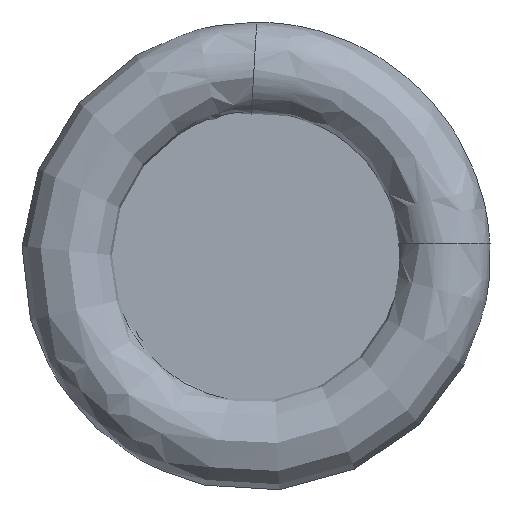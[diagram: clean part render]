
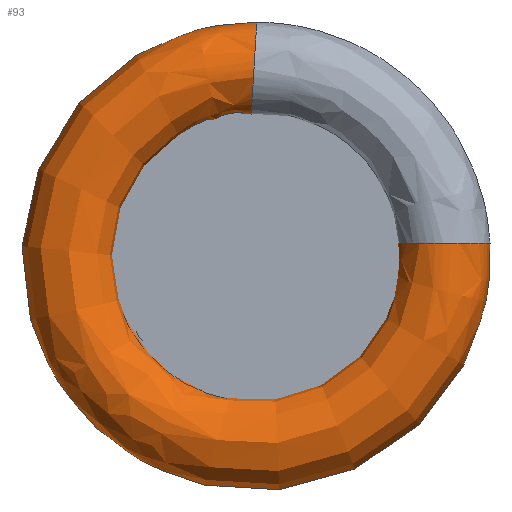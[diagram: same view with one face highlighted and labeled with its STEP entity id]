
A CAD part, left-side view. The second image highlights one B-rep face of the part: STEP entity #93.
In plain terms, the highlighted free-form (B-spline) face has degree [3, 3] with [7, 7] control points.
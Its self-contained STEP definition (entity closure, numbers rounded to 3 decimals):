
#32=(
BOUNDED_SURFACE()
B_SPLINE_SURFACE(3,3,((#516,#517,#518,#519,#520,#521,#522),(#523,#524,#525,
#526,#527,#528,#529),(#530,#531,#532,#533,#534,#535,#536),(#537,#538,#539,
#540,#541,#542,#543),(#544,#545,#546,#547,#548,#549,#550),(#551,#552,#553,
#554,#555,#556,#557),(#558,#559,#560,#561,#562,#563,#564)),
 .UNSPECIFIED.,.T.,.F.,.F.)
B_SPLINE_SURFACE_WITH_KNOTS((1,3,3,3,1),(4,3,4),(-0.5,0.,0.5,1.,1.5),(0.,
0.5,1.),.UNSPECIFIED.)
GEOMETRIC_REPRESENTATION_ITEM()
RATIONAL_B_SPLINE_SURFACE(((1.,0.579,0.579,1.,0.579,
0.579,1.),(0.333,0.193,0.193,
0.333,0.193,0.193,0.333),
(0.333,0.193,0.193,0.333,
0.193,0.193,0.333),(1.,0.579,
0.579,1.,0.579,0.579,1.),(0.333,
0.193,0.193,0.333,0.193,
0.193,0.333),(0.333,0.193,
0.193,0.333,0.193,0.193,
0.333),(1.,0.579,0.579,1.,0.579,
0.579,1.)))
REPRESENTATION_ITEM('')
SURFACE()
);
#93=ADVANCED_FACE('',(#132,#133),#32,.F.);
#132=FACE_BOUND('',#172,.T.);
#133=FACE_BOUND('',#173,.T.);
#172=EDGE_LOOP('',(#212));
#173=EDGE_LOOP('',(#213));
#212=ORIENTED_EDGE('',*,*,#254,.T.);
#213=ORIENTED_EDGE('',*,*,#255,.T.);
#234=VERTEX_POINT('',#513);
#235=VERTEX_POINT('',#515);
#254=EDGE_CURVE('',#234,#234,#274,.T.);
#255=EDGE_CURVE('',#235,#235,#275,.T.);
#274=CIRCLE('',#313,3.5);
#275=CIRCLE('',#314,3.5);
#313=AXIS2_PLACEMENT_3D('',#512,#390,#391);
#314=AXIS2_PLACEMENT_3D('',#514,#392,#393);
#390=DIRECTION('',(0.,0.998,0.06));
#391=DIRECTION('',(1.,0.,0.));
#392=DIRECTION('',(0.,0.,-1.));
#393=DIRECTION('',(1.,0.,0.));
#512=CARTESIAN_POINT('',(3.5,0.158,14.006));
#513=CARTESIAN_POINT('',(7.,0.158,14.006));
#514=CARTESIAN_POINT('',(3.5,-13.971,1.));
#515=CARTESIAN_POINT('',(7.,-13.971,1.));
#516=CARTESIAN_POINT('',(7.,-13.971,1.));
#517=CARTESIAN_POINT('',(7.,-15.041,-13.949));
#518=CARTESIAN_POINT('',(7.,-1.54,-20.456));
#519=CARTESIAN_POINT('',(7.,9.487,-10.306));
#520=CARTESIAN_POINT('',(7.,20.513,-0.155));
#521=CARTESIAN_POINT('',(7.,15.144,13.837));
#522=CARTESIAN_POINT('',(7.,0.158,14.006));
#523=CARTESIAN_POINT('',(7.,-6.971,1.));
#524=CARTESIAN_POINT('',(7.,-8.041,-6.459));
#525=CARTESIAN_POINT('',(7.,-1.502,-10.204));
#526=CARTESIAN_POINT('',(7.,4.39,-5.507));
#527=CARTESIAN_POINT('',(7.,10.282,-0.81));
#528=CARTESIAN_POINT('',(7.,8.089,6.4));
#529=CARTESIAN_POINT('',(7.,0.579,7.019));
#530=CARTESIAN_POINT('',(0.,-6.971,1.));
#531=CARTESIAN_POINT('',(0.,-8.041,-6.459));
#532=CARTESIAN_POINT('',(0.,-1.502,-10.204));
#533=CARTESIAN_POINT('',(0.,4.39,-5.507));
#534=CARTESIAN_POINT('',(0.,10.282,-0.81));
#535=CARTESIAN_POINT('',(0.,8.089,6.4));
#536=CARTESIAN_POINT('',(0.,0.579,7.019));
#537=CARTESIAN_POINT('',(0.,-13.971,1.));
#538=CARTESIAN_POINT('',(0.,-15.041,-13.949));
#539=CARTESIAN_POINT('',(0.,-1.54,-20.456));
#540=CARTESIAN_POINT('',(0.,9.487,-10.306));
#541=CARTESIAN_POINT('',(0.,20.513,-0.155));
#542=CARTESIAN_POINT('',(0.,15.144,13.837));
#543=CARTESIAN_POINT('',(0.,0.158,14.006));
#544=CARTESIAN_POINT('',(0.,-20.971,1.));
#545=CARTESIAN_POINT('',(0.,-22.041,-21.439));
#546=CARTESIAN_POINT('',(0.,-1.578,-30.708));
#547=CARTESIAN_POINT('',(0.,14.583,-15.104));
#548=CARTESIAN_POINT('',(0.,30.744,0.499));
#549=CARTESIAN_POINT('',(0.,22.199,21.275));
#550=CARTESIAN_POINT('',(0.,-0.263,20.994));
#551=CARTESIAN_POINT('',(7.,-20.971,1.));
#552=CARTESIAN_POINT('',(7.,-22.041,-21.439));
#553=CARTESIAN_POINT('',(7.,-1.578,-30.708));
#554=CARTESIAN_POINT('',(7.,14.583,-15.104));
#555=CARTESIAN_POINT('',(7.,30.744,0.499));
#556=CARTESIAN_POINT('',(7.,22.199,21.275));
#557=CARTESIAN_POINT('',(7.,-0.263,20.994));
#558=CARTESIAN_POINT('',(7.,-13.971,1.));
#559=CARTESIAN_POINT('',(7.,-15.041,-13.949));
#560=CARTESIAN_POINT('',(7.,-1.54,-20.456));
#561=CARTESIAN_POINT('',(7.,9.487,-10.306));
#562=CARTESIAN_POINT('',(7.,20.513,-0.155));
#563=CARTESIAN_POINT('',(7.,15.144,13.837));
#564=CARTESIAN_POINT('',(7.,0.158,14.006));
